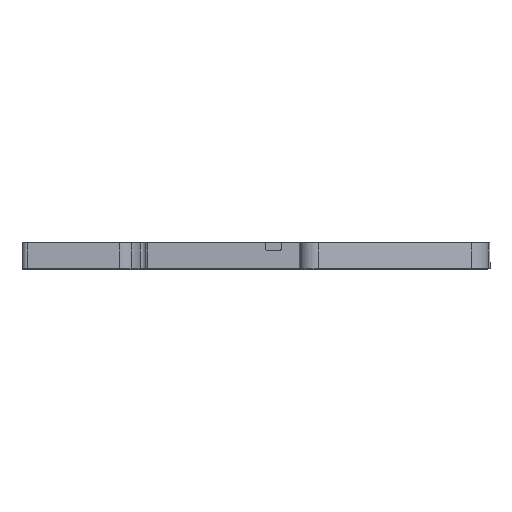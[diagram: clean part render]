
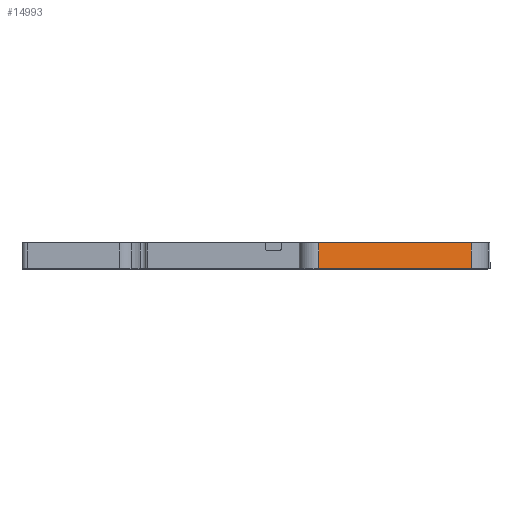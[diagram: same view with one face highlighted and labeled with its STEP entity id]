
A CAD part, front view. The second image highlights one B-rep face of the part: STEP entity #14993.
In plain terms, the highlighted planar face has unit normal (0.334, -0.943, 0).
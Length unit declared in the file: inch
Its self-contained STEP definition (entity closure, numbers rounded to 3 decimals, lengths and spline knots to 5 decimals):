
#131 = ORIENTED_EDGE ( 'NONE', *, *, #14033, .F. ) ;
#148 = EDGE_CURVE ( 'NONE', #18056, #19276, #1100, .T. ) ;
#279 = VECTOR ( 'NONE', #26528, 39.37008 ) ;
#1100 = LINE ( 'NONE', #26249, #279 ) ;
#1572 = DIRECTION ( 'NONE',  ( 0.943, 0.334, 0. ) ) ;
#2221 = DIRECTION ( 'NONE',  ( 0., 0., -1. ) ) ;
#2414 = AXIS2_PLACEMENT_3D ( 'NONE', #5241, #15717, #7419 ) ;
#3318 = VECTOR ( 'NONE', #2221, 39.37008 ) ;
#3991 = DIRECTION ( 'NONE',  ( -0.943, -0.334, 0. ) ) ;
#4505 = VECTOR ( 'NONE', #1572, 39.37008 ) ;
#5241 = CARTESIAN_POINT ( 'NONE',  ( 0.73356, -0.22976, 0.20276 ) ) ;
#6222 = VERTEX_POINT ( 'NONE', #11315 ) ;
#7419 = DIRECTION ( 'NONE',  ( -0.943, -0.334, 0. ) ) ;
#7490 = EDGE_LOOP ( 'NONE', ( #10561, #24587, #12317, #131 ) ) ;
#8094 = LINE ( 'NONE', #24542, #4505 ) ;
#8960 = VERTEX_POINT ( 'NONE', #21165 ) ;
#10417 = EDGE_CURVE ( 'NONE', #19276, #6222, #8094, .T. ) ;
#10561 = ORIENTED_EDGE ( 'NONE', *, *, #16017, .F. ) ;
#11315 = CARTESIAN_POINT ( 'NONE',  ( 1.90921, 0.18644, 0.20276 ) ) ;
#12317 = ORIENTED_EDGE ( 'NONE', *, *, #148, .F. ) ;
#13148 = CARTESIAN_POINT ( 'NONE',  ( 0.73356, -0.22976, 0.00591 ) ) ;
#14033 = EDGE_CURVE ( 'NONE', #8960, #18056, #16516, .T. ) ;
#14605 = CARTESIAN_POINT ( 'NONE',  ( 1.90921, 0.18644, 0.00591 ) ) ;
#14857 = LINE ( 'NONE', #22387, #3318 ) ;
#14993 = ADVANCED_FACE ( 'NONE', ( #15596 ), #20084, .F. ) ;
#15596 = FACE_OUTER_BOUND ( 'NONE', #7490, .T. ) ;
#15640 = CARTESIAN_POINT ( 'NONE',  ( 0.73356, -0.22976, 0.20276 ) ) ;
#15717 = DIRECTION ( 'NONE',  ( -0.334, 0.943, 0. ) ) ;
#16017 = EDGE_CURVE ( 'NONE', #6222, #8960, #14857, .T. ) ;
#16516 = LINE ( 'NONE', #14605, #26703 ) ;
#18056 = VERTEX_POINT ( 'NONE', #13148 ) ;
#19276 = VERTEX_POINT ( 'NONE', #15640 ) ;
#20084 = PLANE ( 'NONE',  #2414 ) ;
#21165 = CARTESIAN_POINT ( 'NONE',  ( 1.90921, 0.18644, 0.00591 ) ) ;
#22387 = CARTESIAN_POINT ( 'NONE',  ( 1.90921, 0.18644, 0.20276 ) ) ;
#24542 = CARTESIAN_POINT ( 'NONE',  ( 0.73356, -0.22976, 0.20276 ) ) ;
#24587 = ORIENTED_EDGE ( 'NONE', *, *, #10417, .F. ) ;
#26249 = CARTESIAN_POINT ( 'NONE',  ( 0.73356, -0.22976, 0.20276 ) ) ;
#26528 = DIRECTION ( 'NONE',  ( 0., 0., 1. ) ) ;
#26703 = VECTOR ( 'NONE', #3991, 39.37008 ) ;
